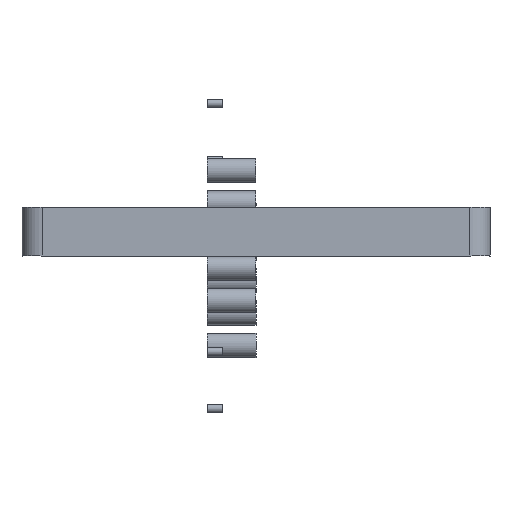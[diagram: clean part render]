
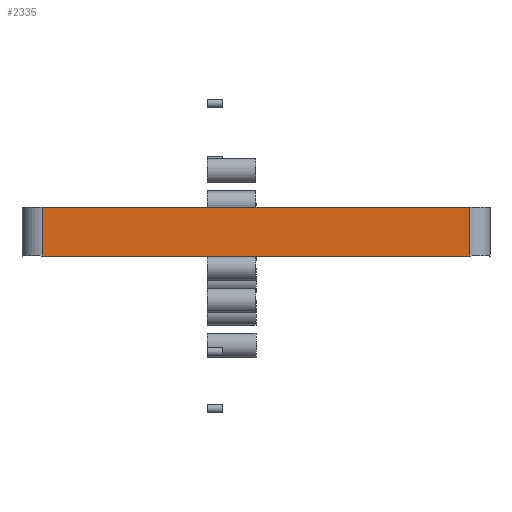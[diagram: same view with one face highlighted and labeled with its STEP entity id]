
A CAD part, left-side view. The second image highlights one B-rep face of the part: STEP entity #2335.
In plain terms, the highlighted planar face has unit normal (-1, 0, 0).
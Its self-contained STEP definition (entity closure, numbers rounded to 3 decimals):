
#249=FACE_OUTER_BOUND('',#463,.T.);
#463=EDGE_LOOP('',(#1749,#1750,#1751,#1752));
#626=LINE('',#3668,#778);
#631=LINE('',#3710,#783);
#639=LINE('',#3835,#791);
#640=LINE('',#3836,#792);
#778=VECTOR('',#2848,105.);
#783=VECTOR('',#2885,105.);
#791=VECTOR('',#3005,12.);
#792=VECTOR('',#3006,12.);
#1105=VERTEX_POINT('',#3653);
#1112=VERTEX_POINT('',#3666);
#1132=VERTEX_POINT('',#3707);
#1133=VERTEX_POINT('',#3709);
#1336=EDGE_CURVE('',#1105,#1112,#626,.T.);
#1356=EDGE_CURVE('',#1132,#1133,#631,.T.);
#1419=EDGE_CURVE('',#1132,#1105,#639,.T.);
#1420=EDGE_CURVE('',#1133,#1112,#640,.T.);
#1749=ORIENTED_EDGE('',*,*,#1419,.T.);
#1750=ORIENTED_EDGE('',*,*,#1336,.T.);
#1751=ORIENTED_EDGE('',*,*,#1420,.F.);
#1752=ORIENTED_EDGE('',*,*,#1356,.F.);
#2273=PLANE('',#2577);
#2335=ADVANCED_FACE('',(#249),#2273,.T.);
#2577=AXIS2_PLACEMENT_3D('',#3834,#3003,#3004);
#2848=DIRECTION('',(0.,-1.,0.));
#2885=DIRECTION('',(0.,-1.,0.));
#3003=DIRECTION('center_axis',(-1.,0.,0.));
#3004=DIRECTION('ref_axis',(0.,-1.,0.));
#3005=DIRECTION('',(0.,0.,-1.));
#3006=DIRECTION('',(0.,0.,-1.));
#3653=CARTESIAN_POINT('',(-105.,52.5,0.));
#3666=CARTESIAN_POINT('',(-105.,-52.5,0.));
#3668=CARTESIAN_POINT('',(-105.,52.5,0.));
#3707=CARTESIAN_POINT('',(-105.,52.5,12.));
#3709=CARTESIAN_POINT('',(-105.,-52.5,12.));
#3710=CARTESIAN_POINT('',(-105.,52.5,12.));
#3834=CARTESIAN_POINT('Origin',(-105.,57.5,0.));
#3835=CARTESIAN_POINT('',(-105.,52.5,12.));
#3836=CARTESIAN_POINT('',(-105.,-52.5,12.));
